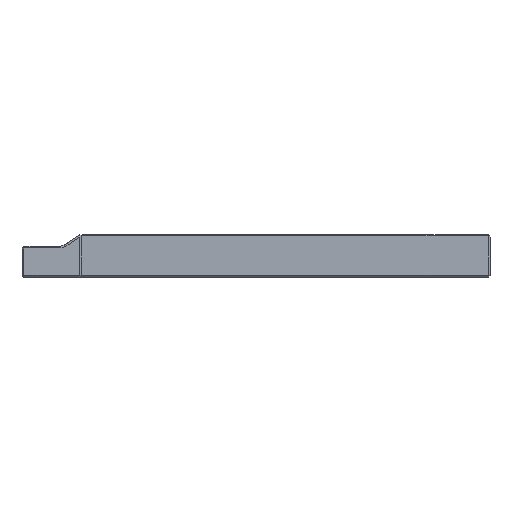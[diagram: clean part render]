
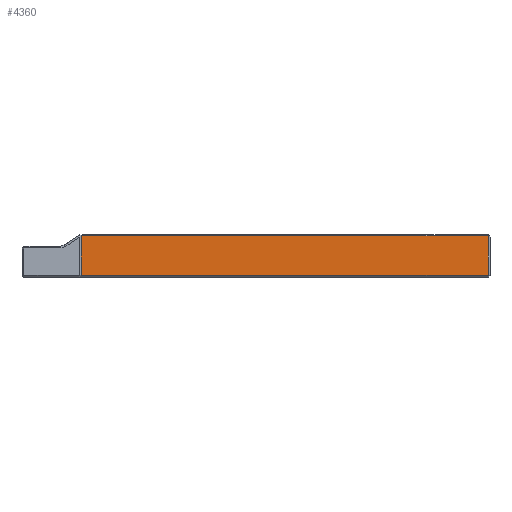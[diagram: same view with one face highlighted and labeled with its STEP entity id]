
A CAD part, front view. The second image highlights one B-rep face of the part: STEP entity #4360.
In plain terms, the highlighted planar face has unit normal (0, -1, 0).
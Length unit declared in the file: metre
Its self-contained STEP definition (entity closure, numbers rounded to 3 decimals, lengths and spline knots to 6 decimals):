
#453=ORIENTED_EDGE('',*,*,#1649,.T.);
#454=ORIENTED_EDGE('',*,*,#1650,.T.);
#455=ORIENTED_EDGE('',*,*,#1651,.F.);
#456=ORIENTED_EDGE('',*,*,#1652,.T.);
#1649=EDGE_CURVE('',#2233,#2234,#2652,.T.);
#1650=EDGE_CURVE('',#2234,#2235,#2653,.T.);
#1651=EDGE_CURVE('',#2236,#2235,#2654,.T.);
#1652=EDGE_CURVE('',#2236,#2233,#2655,.T.);
#2233=VERTEX_POINT('',#6702);
#2234=VERTEX_POINT('',#6703);
#2235=VERTEX_POINT('',#6705);
#2236=VERTEX_POINT('',#6707);
#2652=LINE('',#6701,#3264);
#2653=LINE('',#6704,#3265);
#2654=LINE('',#6706,#3266);
#2655=LINE('',#6708,#3267);
#3264=VECTOR('',#5325,1.);
#3265=VECTOR('',#5326,1.);
#3266=VECTOR('',#5327,1.);
#3267=VECTOR('',#5328,1.);
#3604=EDGE_LOOP('',(#453,#454,#455,#456));
#3873=FACE_BOUND('',#3604,.T.);
#4121=PLANE('',#4630);
#4360=ADVANCED_FACE('',(#3873),#4121,.T.);
#4630=AXIS2_PLACEMENT_3D('',#6700,#5323,#5324);
#5323=DIRECTION('',(0.,-1.,0.));
#5324=DIRECTION('',(0.,0.,-1.));
#5325=DIRECTION('',(0.,0.,1.));
#5326=DIRECTION('',(-1.,0.,0.));
#5327=DIRECTION('',(0.,0.,1.));
#5328=DIRECTION('',(1.,0.,0.));
#6700=CARTESIAN_POINT('',(0.0845,-0.019,-0.000002));
#6701=CARTESIAN_POINT('',(0.1494,-0.019,-0.000002));
#6702=CARTESIAN_POINT('',(0.1494,-0.019,0.0006));
#6703=CARTESIAN_POINT('',(0.1494,-0.019,0.0134));
#6704=CARTESIAN_POINT('',(0.0845,-0.019,0.0134));
#6705=CARTESIAN_POINT('',(0.019,-0.019,0.0134));
#6706=CARTESIAN_POINT('',(0.019,-0.019,-0.000002));
#6707=CARTESIAN_POINT('',(0.019,-0.019,0.0006));
#6708=CARTESIAN_POINT('',(0.15,-0.019,0.0006));
